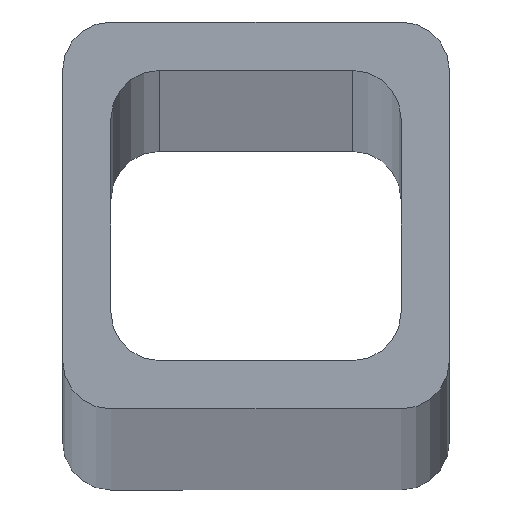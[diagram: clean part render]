
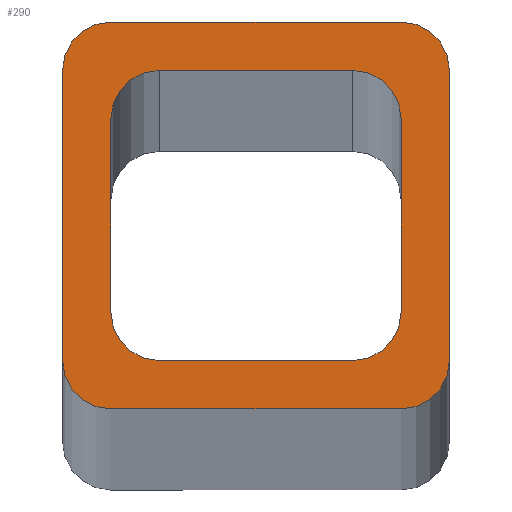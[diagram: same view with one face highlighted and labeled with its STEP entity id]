
A CAD part, top view. The second image highlights one B-rep face of the part: STEP entity #290.
In plain terms, the highlighted planar face has unit normal (0, 0, 1).
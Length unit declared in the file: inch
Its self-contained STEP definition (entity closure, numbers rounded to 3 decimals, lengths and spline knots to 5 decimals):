
#1 = CARTESIAN_POINT ( 'NONE',  ( -0.5, -0.375, 60. ) ) ;
#4 = ORIENTED_EDGE ( 'NONE', *, *, #51, .T. ) ;
#5 = LINE ( 'NONE', #523, #154 ) ;
#8 = AXIS2_PLACEMENT_3D ( 'NONE', #156, #148, #45 ) ;
#14 = CIRCLE ( 'NONE', #648, 0.125 ) ;
#18 = DIRECTION ( 'NONE',  ( 1., 0., 0. ) ) ;
#24 = EDGE_CURVE ( 'NONE', #109, #451, #214, .T. ) ;
#26 = EDGE_CURVE ( 'NONE', #607, #116, #287, .T. ) ;
#28 = ORIENTED_EDGE ( 'NONE', *, *, #204, .T. ) ;
#29 = CIRCLE ( 'NONE', #58, 0.125 ) ;
#37 = DIRECTION ( 'NONE',  ( 0., 0., 1. ) ) ;
#45 = DIRECTION ( 'NONE',  ( 1., 0., 0. ) ) ;
#51 = EDGE_CURVE ( 'NONE', #116, #297, #583, .T. ) ;
#53 = VECTOR ( 'NONE', #351, 39.37008 ) ;
#58 = AXIS2_PLACEMENT_3D ( 'NONE', #589, #37, #379 ) ;
#73 = ORIENTED_EDGE ( 'NONE', *, *, #447, .T. ) ;
#79 = CARTESIAN_POINT ( 'NONE',  ( -0.25, 0.375, 60. ) ) ;
#85 = CARTESIAN_POINT ( 'NONE',  ( 0.375, -0.375, 60. ) ) ;
#86 = CARTESIAN_POINT ( 'NONE',  ( -0.375, 0.5, 60. ) ) ;
#92 = CARTESIAN_POINT ( 'NONE',  ( 0.375, 0.25, 60. ) ) ;
#95 = ORIENTED_EDGE ( 'NONE', *, *, #336, .T. ) ;
#98 = VECTOR ( 'NONE', #138, 39.37008 ) ;
#99 = DIRECTION ( 'NONE',  ( 1., 0., 0. ) ) ;
#103 = EDGE_CURVE ( 'NONE', #153, #365, #14, .T. ) ;
#109 = VERTEX_POINT ( 'NONE', #628 ) ;
#114 = CARTESIAN_POINT ( 'NONE',  ( -0.25, -0.25, 60. ) ) ;
#116 = VERTEX_POINT ( 'NONE', #584 ) ;
#122 = DIRECTION ( 'NONE',  ( 1., 0., 0. ) ) ;
#128 = DIRECTION ( 'NONE',  ( 0., 0., -1. ) ) ;
#132 = CARTESIAN_POINT ( 'NONE',  ( -0.5, 0.375, 60. ) ) ;
#136 = DIRECTION ( 'NONE',  ( 0., 0., 1. ) ) ;
#137 = CARTESIAN_POINT ( 'NONE',  ( 0., 0., 60. ) ) ;
#138 = DIRECTION ( 'NONE',  ( 1., 0., 0. ) ) ;
#148 = DIRECTION ( 'NONE',  ( 0., 0., -1. ) ) ;
#150 = CARTESIAN_POINT ( 'NONE',  ( 0.375, -0.5, 60. ) ) ;
#153 = VERTEX_POINT ( 'NONE', #367 ) ;
#154 = VECTOR ( 'NONE', #409, 39.37008 ) ;
#156 = CARTESIAN_POINT ( 'NONE',  ( 0.25, 0.25, 60. ) ) ;
#166 = DIRECTION ( 'NONE',  ( -1., 0., 0. ) ) ;
#170 = VERTEX_POINT ( 'NONE', #132 ) ;
#175 = ORIENTED_EDGE ( 'NONE', *, *, #216, .T. ) ;
#180 = EDGE_CURVE ( 'NONE', #293, #170, #261, .T. ) ;
#186 = ORIENTED_EDGE ( 'NONE', *, *, #327, .F. ) ;
#196 = ORIENTED_EDGE ( 'NONE', *, *, #26, .T. ) ;
#197 = CARTESIAN_POINT ( 'NONE',  ( 0.25, -0.375, 60. ) ) ;
#198 = AXIS2_PLACEMENT_3D ( 'NONE', #318, #560, #99 ) ;
#204 = EDGE_CURVE ( 'NONE', #570, #286, #29, .T. ) ;
#214 = CIRCLE ( 'NONE', #576, 0.125 ) ;
#216 = EDGE_CURVE ( 'NONE', #481, #328, #422, .T. ) ;
#228 = DIRECTION ( 'NONE',  ( 0., 0., 1. ) ) ;
#230 = CARTESIAN_POINT ( 'NONE',  ( 0.25, -0.25, 60. ) ) ;
#244 = LINE ( 'NONE', #516, #627 ) ;
#246 = CARTESIAN_POINT ( 'NONE',  ( -0.375, 0.375, 60. ) ) ;
#247 = CARTESIAN_POINT ( 'NONE',  ( -0.375, -0.5, 60. ) ) ;
#257 = VERTEX_POINT ( 'NONE', #491 ) ;
#260 = LINE ( 'NONE', #246, #452 ) ;
#261 = CIRCLE ( 'NONE', #399, 0.125 ) ;
#273 = CARTESIAN_POINT ( 'NONE',  ( -0.25, 0.25, 60. ) ) ;
#279 = DIRECTION ( 'NONE',  ( 1., 0., 0. ) ) ;
#285 = EDGE_CURVE ( 'NONE', #481, #507, #599, .T. ) ;
#286 = VERTEX_POINT ( 'NONE', #247 ) ;
#287 = LINE ( 'NONE', #372, #386 ) ;
#290 = ADVANCED_FACE ( 'NONE', ( #552, #558 ), #601, .T. ) ;
#293 = VERTEX_POINT ( 'NONE', #86 ) ;
#296 = EDGE_CURVE ( 'NONE', #109, #328, #317, .T. ) ;
#297 = VERTEX_POINT ( 'NONE', #445 ) ;
#306 = CARTESIAN_POINT ( 'NONE',  ( -0.5, 0.5, 60. ) ) ;
#316 = EDGE_LOOP ( 'NONE', ( #528, #381, #95, #28, #557, #384, #196, #4 ) ) ;
#317 = LINE ( 'NONE', #85, #98 ) ;
#318 = CARTESIAN_POINT ( 'NONE',  ( 0.375, -0.375, 60. ) ) ;
#324 = ORIENTED_EDGE ( 'NONE', *, *, #415, .F. ) ;
#325 = CIRCLE ( 'NONE', #8, 0.125 ) ;
#327 = EDGE_CURVE ( 'NONE', #257, #365, #260, .T. ) ;
#328 = VERTEX_POINT ( 'NONE', #197 ) ;
#336 = EDGE_CURVE ( 'NONE', #170, #570, #647, .T. ) ;
#339 = CARTESIAN_POINT ( 'NONE',  ( -0.375, 0.375, 60. ) ) ;
#346 = DIRECTION ( 'NONE',  ( 0., 1., 0. ) ) ;
#351 = DIRECTION ( 'NONE',  ( 0., -1., 0. ) ) ;
#352 = CARTESIAN_POINT ( 'NONE',  ( -0.375, -0.25, 60. ) ) ;
#365 = VERTEX_POINT ( 'NONE', #79 ) ;
#367 = CARTESIAN_POINT ( 'NONE',  ( -0.375, 0.25, 60. ) ) ;
#372 = CARTESIAN_POINT ( 'NONE',  ( 0.5, -0.5, 60. ) ) ;
#379 = DIRECTION ( 'NONE',  ( 1., 0., 0. ) ) ;
#381 = ORIENTED_EDGE ( 'NONE', *, *, #180, .T. ) ;
#384 = ORIENTED_EDGE ( 'NONE', *, *, #433, .T. ) ;
#386 = VECTOR ( 'NONE', #630, 39.37008 ) ;
#398 = CARTESIAN_POINT ( 'NONE',  ( 0.375, -0.25, 60. ) ) ;
#399 = AXIS2_PLACEMENT_3D ( 'NONE', #339, #587, #642 ) ;
#403 = VECTOR ( 'NONE', #615, 39.37008 ) ;
#409 = DIRECTION ( 'NONE',  ( 1., 0., 0. ) ) ;
#415 = EDGE_CURVE ( 'NONE', #153, #451, #622, .T. ) ;
#419 = ORIENTED_EDGE ( 'NONE', *, *, #103, .T. ) ;
#422 = CIRCLE ( 'NONE', #562, 0.125 ) ;
#423 = DIRECTION ( 'NONE',  ( 0., 0., -1. ) ) ;
#430 = VERTEX_POINT ( 'NONE', #150 ) ;
#433 = EDGE_CURVE ( 'NONE', #430, #607, #544, .T. ) ;
#445 = CARTESIAN_POINT ( 'NONE',  ( 0.375, 0.5, 60. ) ) ;
#447 = EDGE_CURVE ( 'NONE', #257, #507, #325, .T. ) ;
#451 = VERTEX_POINT ( 'NONE', #352 ) ;
#452 = VECTOR ( 'NONE', #650, 39.37008 ) ;
#472 = ORIENTED_EDGE ( 'NONE', *, *, #285, .F. ) ;
#474 = DIRECTION ( 'NONE',  ( 0., 0., -1. ) ) ;
#480 = DIRECTION ( 'NONE',  ( 1., 0., 0. ) ) ;
#481 = VERTEX_POINT ( 'NONE', #398 ) ;
#485 = AXIS2_PLACEMENT_3D ( 'NONE', #137, #136, #603 ) ;
#488 = ORIENTED_EDGE ( 'NONE', *, *, #296, .F. ) ;
#491 = CARTESIAN_POINT ( 'NONE',  ( 0.25, 0.375, 60. ) ) ;
#498 = VECTOR ( 'NONE', #346, 39.37008 ) ;
#501 = ORIENTED_EDGE ( 'NONE', *, *, #24, .T. ) ;
#507 = VERTEX_POINT ( 'NONE', #92 ) ;
#514 = CARTESIAN_POINT ( 'NONE',  ( 0.5, -0.375, 60. ) ) ;
#516 = CARTESIAN_POINT ( 'NONE',  ( 0.5, 0.5, 60. ) ) ;
#523 = CARTESIAN_POINT ( 'NONE',  ( -0.5, -0.5, 60. ) ) ;
#528 = ORIENTED_EDGE ( 'NONE', *, *, #640, .T. ) ;
#541 = EDGE_LOOP ( 'NONE', ( #472, #175, #488, #501, #324, #419, #186, #73 ) ) ;
#544 = CIRCLE ( 'NONE', #198, 0.125 ) ;
#552 = FACE_OUTER_BOUND ( 'NONE', #316, .T. ) ;
#553 = CARTESIAN_POINT ( 'NONE',  ( 0.375, 0.375, 60. ) ) ;
#557 = ORIENTED_EDGE ( 'NONE', *, *, #618, .T. ) ;
#558 = FACE_BOUND ( 'NONE', #541, .T. ) ;
#560 = DIRECTION ( 'NONE',  ( 0., 0., 1. ) ) ;
#562 = AXIS2_PLACEMENT_3D ( 'NONE', #230, #128, #480 ) ;
#570 = VERTEX_POINT ( 'NONE', #1 ) ;
#576 = AXIS2_PLACEMENT_3D ( 'NONE', #114, #423, #18 ) ;
#583 = CIRCLE ( 'NONE', #656, 0.125 ) ;
#584 = CARTESIAN_POINT ( 'NONE',  ( 0.5, 0.375, 60. ) ) ;
#587 = DIRECTION ( 'NONE',  ( 0., 0., 1. ) ) ;
#589 = CARTESIAN_POINT ( 'NONE',  ( -0.375, -0.375, 60. ) ) ;
#599 = LINE ( 'NONE', #553, #498 ) ;
#601 = PLANE ( 'NONE',  #485 ) ;
#603 = DIRECTION ( 'NONE',  ( 1., 0., 0. ) ) ;
#607 = VERTEX_POINT ( 'NONE', #514 ) ;
#613 = CARTESIAN_POINT ( 'NONE',  ( -0.375, -0.375, 60. ) ) ;
#615 = DIRECTION ( 'NONE',  ( 0., -1., 0. ) ) ;
#618 = EDGE_CURVE ( 'NONE', #286, #430, #5, .T. ) ;
#622 = LINE ( 'NONE', #613, #403 ) ;
#623 = CARTESIAN_POINT ( 'NONE',  ( 0.375, 0.375, 60. ) ) ;
#627 = VECTOR ( 'NONE', #166, 39.37008 ) ;
#628 = CARTESIAN_POINT ( 'NONE',  ( -0.25, -0.375, 60. ) ) ;
#630 = DIRECTION ( 'NONE',  ( 0., 1., 0. ) ) ;
#640 = EDGE_CURVE ( 'NONE', #297, #293, #244, .T. ) ;
#642 = DIRECTION ( 'NONE',  ( 1., 0., 0. ) ) ;
#647 = LINE ( 'NONE', #306, #53 ) ;
#648 = AXIS2_PLACEMENT_3D ( 'NONE', #273, #474, #279 ) ;
#650 = DIRECTION ( 'NONE',  ( -1., 0., 0. ) ) ;
#656 = AXIS2_PLACEMENT_3D ( 'NONE', #623, #228, #122 ) ;
